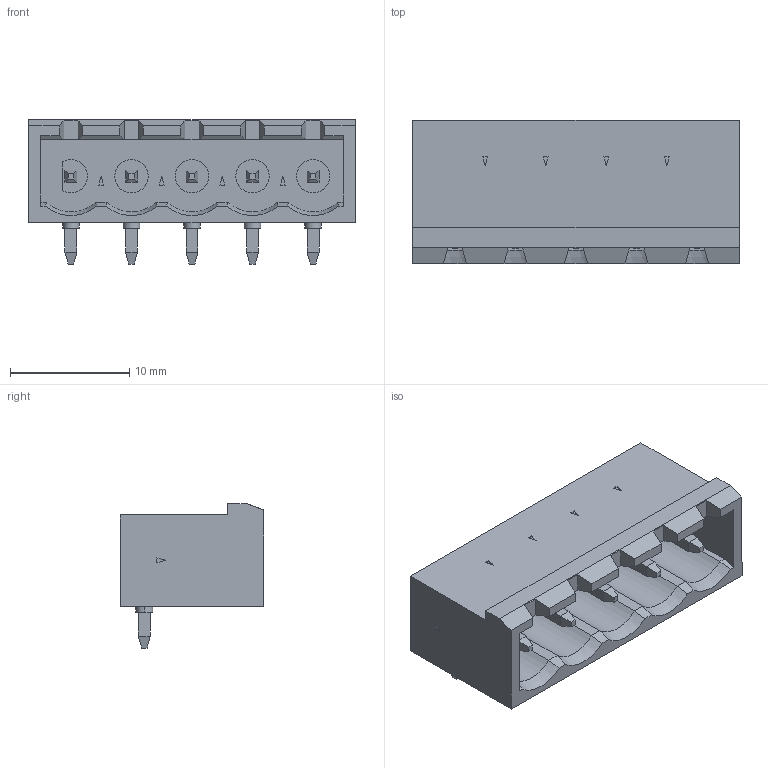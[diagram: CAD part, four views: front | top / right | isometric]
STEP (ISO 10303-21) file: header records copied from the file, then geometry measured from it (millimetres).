
FILE_DESCRIPTION((''),'2;1');
FILE_NAME('PHOENIX_1757271.stp','2010-02-10T14:06:58',(''),(''),'Mechanical Desktop 2010','Mechanical Desktop 2010',', , ');
FILE_SCHEMA(('AUTOMOTIVE_DESIGN { 1 2 10303 214 1 1 1 1 }'));
Length unit declared in the file: millimetre
Products named in the file (1): Product
Bounding box: 27.4 x 12 x 12.1 mm (x, y, z)
Volume: 1411.2 mm3; surface area: 2150.4 mm2
Topology: 21 solids, 21 shells, 297 faces, 666 edges, 429 vertices
Faces by surface type: plane 244, cylinder 43, cone 5, sphere 5
Entity records: 8248 total; most frequent: CARTESIAN_POINT 1513, DIRECTION 1348, ORIENTED_EDGE 1332, EDGE_CURVE 666, VECTOR 560, LINE 560, VERTEX_POINT 429, AXIS2_PLACEMENT_3D 394
